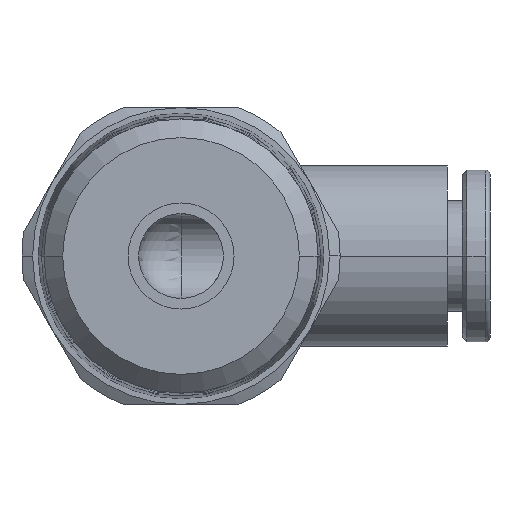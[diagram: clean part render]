
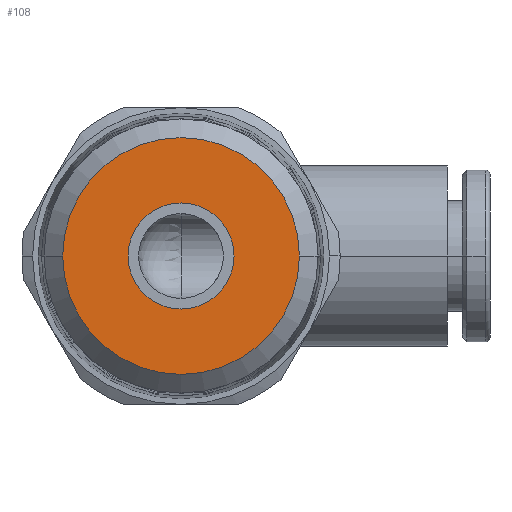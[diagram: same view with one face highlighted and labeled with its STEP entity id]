
A CAD part, front view. The second image highlights one B-rep face of the part: STEP entity #108.
In plain terms, the highlighted planar face has unit normal (0, -1, 0).
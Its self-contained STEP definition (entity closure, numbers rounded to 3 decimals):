
#108=ADVANCED_FACE('',(#285,#286),#287,.T.);
#285=FACE_BOUND('',#513,.T.);
#286=FACE_OUTER_BOUND('',#514,.T.);
#287=PLANE('',#515);
#513=EDGE_LOOP('',(#1093,#1094));
#514=EDGE_LOOP('',(#1095,#1096));
#515=AXIS2_PLACEMENT_3D('',#1097,#1098,#1099);
#1093=ORIENTED_EDGE('',*,*,#1648,.T.);
#1094=ORIENTED_EDGE('',*,*,#1563,.T.);
#1095=ORIENTED_EDGE('',*,*,#1556,.F.);
#1096=ORIENTED_EDGE('',*,*,#1656,.F.);
#1097=CARTESIAN_POINT('',(2.791,-9.5,0.0));
#1098=DIRECTION('',(-0.0,-1.0,-0.0));
#1099=DIRECTION('',(-1.0,0.0,0.0));
#1556=EDGE_CURVE('',#1896,#1898,#1899,.T.);
#1563=EDGE_CURVE('',#1912,#1909,#1913,.T.);
#1648=EDGE_CURVE('',#1909,#1912,#2050,.T.);
#1656=EDGE_CURVE('',#1898,#1896,#2060,.T.);
#1896=VERTEX_POINT('',#2449);
#1898=VERTEX_POINT('',#2452);
#1899=CIRCLE('',#2453,5.582);
#1909=VERTEX_POINT('',#2466);
#1912=VERTEX_POINT('',#2470);
#1913=CIRCLE('',#2471,2.5);
#2050=CIRCLE('',#2804,2.5);
#2060=CIRCLE('',#2814,5.582);
#2449=CARTESIAN_POINT('',(5.582,-9.5,0.0));
#2452=CARTESIAN_POINT('',(-5.582,-9.5,0.));
#2453=AXIS2_PLACEMENT_3D('',#3362,#3363,#3364);
#2466=CARTESIAN_POINT('',(2.5,-9.5,0.0));
#2470=CARTESIAN_POINT('',(-2.5,-9.5,0.));
#2471=AXIS2_PLACEMENT_3D('',#3375,#3376,#3377);
#2804=AXIS2_PLACEMENT_3D('',#3509,#3510,#3511);
#2814=AXIS2_PLACEMENT_3D('',#3533,#3534,#3535);
#3362=CARTESIAN_POINT('',(0.0,-9.5,0.0));
#3363=DIRECTION('',(-0.0,1.0,0.0));
#3364=DIRECTION('',(1.0,0.0,0.0));
#3375=CARTESIAN_POINT('',(0.0,-9.5,0.0));
#3376=DIRECTION('',(-0.0,1.0,0.0));
#3377=DIRECTION('',(1.0,0.0,0.0));
#3509=CARTESIAN_POINT('',(0.0,-9.5,0.0));
#3510=DIRECTION('',(-0.0,1.0,0.0));
#3511=DIRECTION('',(1.0,0.0,0.0));
#3533=CARTESIAN_POINT('',(0.0,-9.5,0.0));
#3534=DIRECTION('',(-0.0,1.0,0.0));
#3535=DIRECTION('',(1.0,0.0,0.0));
